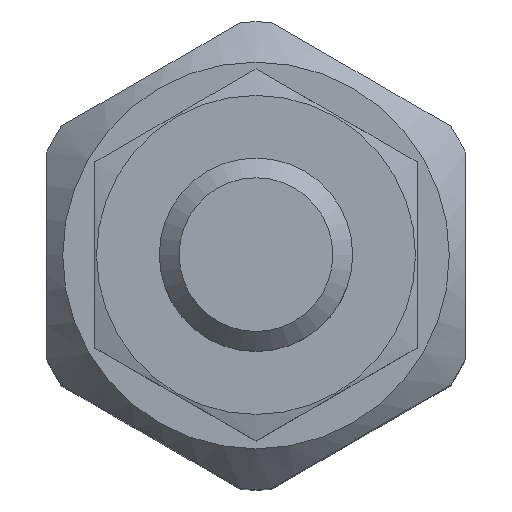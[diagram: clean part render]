
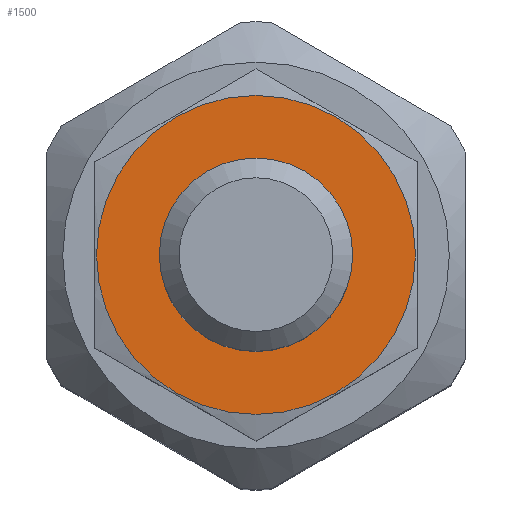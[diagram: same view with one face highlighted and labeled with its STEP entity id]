
A CAD part, top view. The second image highlights one B-rep face of the part: STEP entity #1500.
In plain terms, the highlighted face is planar.
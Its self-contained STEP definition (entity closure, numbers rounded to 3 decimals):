
#85=PLANE('',#1719);
#261=CIRCLE('',#1720,3.);
#262=CIRCLE('',#1721,4.95);
#500=ORIENTED_EDGE('',*,*,#812,.F.);
#501=ORIENTED_EDGE('',*,*,#813,.T.);
#812=EDGE_CURVE('',#985,#985,#261,.T.);
#813=EDGE_CURVE('',#986,#986,#262,.T.);
#985=VERTEX_POINT('',#2624);
#986=VERTEX_POINT('',#2626);
#1189=EDGE_LOOP('',(#500));
#1190=EDGE_LOOP('',(#501));
#1337=FACE_BOUND('',#1189,.T.);
#1338=FACE_BOUND('',#1190,.T.);
#1500=ADVANCED_FACE('',(#1337,#1338),#85,.F.);
#1719=AXIS2_PLACEMENT_3D('',#2622,#2045,#2046);
#1720=AXIS2_PLACEMENT_3D('',#2623,#2047,#2048);
#1721=AXIS2_PLACEMENT_3D('',#2625,#2049,#2050);
#2045=DIRECTION('',(0.,1.,0.));
#2046=DIRECTION('',(0.,0.,1.));
#2047=DIRECTION('',(0.,-1.,0.));
#2048=DIRECTION('',(0.,0.,-1.));
#2049=DIRECTION('',(0.,-1.,0.));
#2050=DIRECTION('',(0.,0.,-1.));
#2622=CARTESIAN_POINT('',(4.95,-3.2,0.));
#2623=CARTESIAN_POINT('',(0.,-3.2,0.));
#2624=CARTESIAN_POINT('',(0.,-3.2,-3.));
#2625=CARTESIAN_POINT('',(0.,-3.2,0.));
#2626=CARTESIAN_POINT('',(0.,-3.2,-4.95));
